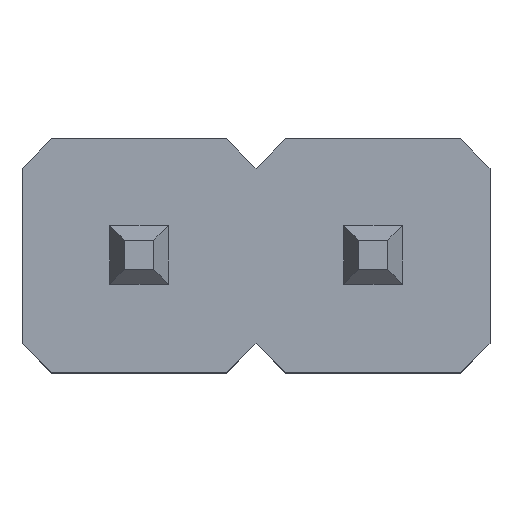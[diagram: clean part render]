
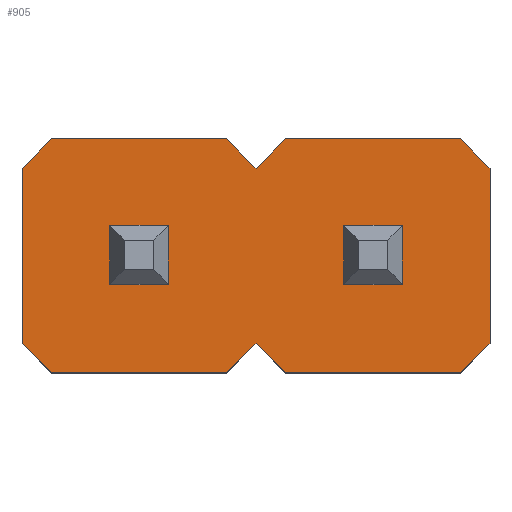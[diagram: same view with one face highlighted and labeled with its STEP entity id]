
A CAD part, top view. The second image highlights one B-rep face of the part: STEP entity #905.
In plain terms, the highlighted planar face has unit normal (0, 0, 1).
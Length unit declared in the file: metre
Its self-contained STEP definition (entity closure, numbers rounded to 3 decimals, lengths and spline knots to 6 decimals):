
#120=ORIENTED_EDGE('',*,*,#318,.T.);
#121=ORIENTED_EDGE('',*,*,#324,.T.);
#122=ORIENTED_EDGE('',*,*,#320,.T.);
#123=ORIENTED_EDGE('',*,*,#325,.T.);
#124=ORIENTED_EDGE('',*,*,#326,.T.);
#125=ORIENTED_EDGE('',*,*,#327,.T.);
#126=ORIENTED_EDGE('',*,*,#328,.T.);
#127=ORIENTED_EDGE('',*,*,#329,.F.);
#128=ORIENTED_EDGE('',*,*,#330,.T.);
#129=ORIENTED_EDGE('',*,*,#331,.F.);
#130=ORIENTED_EDGE('',*,*,#332,.T.);
#131=ORIENTED_EDGE('',*,*,#333,.T.);
#132=ORIENTED_EDGE('',*,*,#312,.F.);
#133=ORIENTED_EDGE('',*,*,#334,.T.);
#312=EDGE_CURVE('',#418,#419,#510,.T.);
#318=EDGE_CURVE('',#425,#424,#516,.T.);
#320=EDGE_CURVE('',#426,#427,#518,.T.);
#324=EDGE_CURVE('',#424,#426,#522,.F.);
#325=EDGE_CURVE('',#427,#430,#523,.T.);
#326=EDGE_CURVE('',#430,#431,#524,.F.);
#327=EDGE_CURVE('',#431,#432,#525,.T.);
#328=EDGE_CURVE('',#432,#433,#526,.T.);
#329=EDGE_CURVE('',#434,#433,#527,.T.);
#330=EDGE_CURVE('',#434,#435,#528,.F.);
#331=EDGE_CURVE('',#436,#435,#529,.T.);
#332=EDGE_CURVE('',#436,#437,#530,.T.);
#333=EDGE_CURVE('',#437,#419,#531,.F.);
#334=EDGE_CURVE('',#418,#425,#532,.T.);
#418=VERTEX_POINT('',#1390);
#419=VERTEX_POINT('',#1391);
#424=VERTEX_POINT('',#1402);
#425=VERTEX_POINT('',#1404);
#426=VERTEX_POINT('',#1408);
#427=VERTEX_POINT('',#1409);
#430=VERTEX_POINT('',#1418);
#431=VERTEX_POINT('',#1420);
#432=VERTEX_POINT('',#1422);
#433=VERTEX_POINT('',#1424);
#434=VERTEX_POINT('',#1426);
#435=VERTEX_POINT('',#1428);
#436=VERTEX_POINT('',#1430);
#437=VERTEX_POINT('',#1432);
#510=LINE('',#1389,#632);
#516=LINE('',#1403,#638);
#518=LINE('',#1407,#640);
#522=LINE('',#1416,#644);
#523=LINE('',#1417,#645);
#524=LINE('',#1419,#646);
#525=LINE('',#1421,#647);
#526=LINE('',#1423,#648);
#527=LINE('',#1425,#649);
#528=LINE('',#1427,#650);
#529=LINE('',#1429,#651);
#530=LINE('',#1431,#652);
#531=LINE('',#1433,#653);
#532=LINE('',#1434,#654);
#632=VECTOR('',#1145,1.);
#638=VECTOR('',#1153,1.);
#640=VECTOR('',#1157,1.);
#644=VECTOR('',#1163,1.);
#645=VECTOR('',#1164,1.);
#646=VECTOR('',#1165,1.);
#647=VECTOR('',#1166,1.);
#648=VECTOR('',#1167,1.);
#649=VECTOR('',#1168,1.);
#650=VECTOR('',#1169,1.);
#651=VECTOR('',#1170,1.);
#652=VECTOR('',#1171,1.);
#653=VECTOR('',#1172,1.);
#654=VECTOR('',#1173,1.);
#737=EDGE_LOOP('',(#120,#121,#122,#123,#124,#125,#126,#127,#128,#129,#130,
#131,#132,#133));
#793=FACE_BOUND('',#737,.T.);
#849=PLANE('',#1022);
#905=ADVANCED_FACE('',(#793),#849,.T.);
#1022=AXIS2_PLACEMENT_3D('',#1415,#1161,#1162);
#1145=DIRECTION('',(1.,0.,0.));
#1153=DIRECTION('',(0.,-1.,0.));
#1157=DIRECTION('',(1.,0.,0.));
#1161=DIRECTION('',(0.,0.,1.));
#1162=DIRECTION('',(1.,0.,0.));
#1163=DIRECTION('',(-0.707,0.707,0.));
#1164=DIRECTION('',(0.707,0.707,0.));
#1165=DIRECTION('',(-0.707,0.707,0.));
#1166=DIRECTION('',(1.,0.,0.));
#1167=DIRECTION('',(0.707,0.707,0.));
#1168=DIRECTION('',(0.,-1.,0.));
#1169=DIRECTION('',(0.707,-0.707,0.));
#1170=DIRECTION('',(1.,0.,0.));
#1171=DIRECTION('',(-0.707,-0.707,0.));
#1172=DIRECTION('',(0.707,-0.707,0.));
#1173=DIRECTION('',(-0.707,-0.707,0.));
#1389=CARTESIAN_POINT('',(0.,0.00127,0.0025));
#1390=CARTESIAN_POINT('',(-0.00095,0.00127,0.0025));
#1391=CARTESIAN_POINT('',(0.00095,0.00127,0.0025));
#1402=CARTESIAN_POINT('',(-0.00127,-0.00095,0.0025));
#1403=CARTESIAN_POINT('',(-0.00127,0.,0.0025));
#1404=CARTESIAN_POINT('',(-0.00127,0.00095,0.0025));
#1407=CARTESIAN_POINT('',(0.,-0.00127,0.0025));
#1408=CARTESIAN_POINT('',(-0.00095,-0.00127,0.0025));
#1409=CARTESIAN_POINT('',(0.00095,-0.00127,0.0025));
#1415=CARTESIAN_POINT('',(0.,0.,0.0025));
#1416=CARTESIAN_POINT('',(-0.00111,-0.00111,0.0025));
#1417=CARTESIAN_POINT('',(0.00111,-0.00111,0.0025));
#1418=CARTESIAN_POINT('',(0.00127,-0.00095,0.0025));
#1419=CARTESIAN_POINT('',(0.00143,-0.00111,0.0025));
#1420=CARTESIAN_POINT('',(0.00159,-0.00127,0.0025));
#1421=CARTESIAN_POINT('',(0.00254,-0.00127,0.0025));
#1422=CARTESIAN_POINT('',(0.00349,-0.00127,0.0025));
#1423=CARTESIAN_POINT('',(0.00365,-0.00111,0.0025));
#1424=CARTESIAN_POINT('',(0.00381,-0.00095,0.0025));
#1425=CARTESIAN_POINT('',(0.00381,0.,0.0025));
#1426=CARTESIAN_POINT('',(0.00381,0.00095,0.0025));
#1427=CARTESIAN_POINT('',(0.00365,0.00111,0.0025));
#1428=CARTESIAN_POINT('',(0.00349,0.00127,0.0025));
#1429=CARTESIAN_POINT('',(0.00254,0.00127,0.0025));
#1430=CARTESIAN_POINT('',(0.00159,0.00127,0.0025));
#1431=CARTESIAN_POINT('',(0.00143,0.00111,0.0025));
#1432=CARTESIAN_POINT('',(0.00127,0.00095,0.0025));
#1433=CARTESIAN_POINT('',(0.00111,0.00111,0.0025));
#1434=CARTESIAN_POINT('',(-0.00111,0.00111,0.0025));
